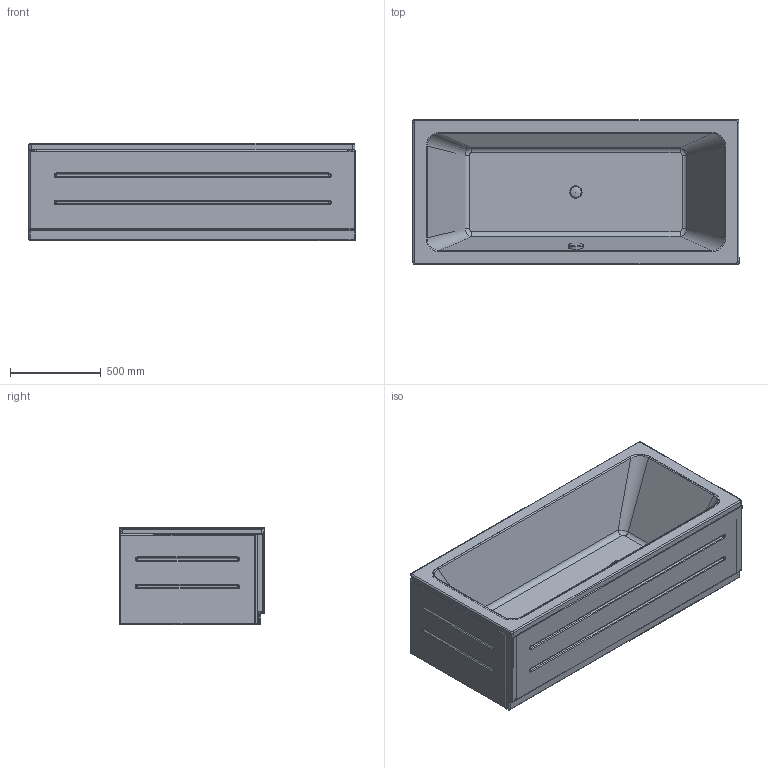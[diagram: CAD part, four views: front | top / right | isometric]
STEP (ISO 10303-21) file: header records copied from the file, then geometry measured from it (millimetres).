
FILE_DESCRIPTION((''),'2;1');
FILE_NAME('700101_1.stp','2010-12-11T19:41:23',('Andreas'),(''),'Autodesk Inventor 2009','Autodesk Inventor 2009','');
FILE_SCHEMA(('AUTOMOTIVE_DESIGN { 1 0 10303 214 1 1 1 1 }'));
Length unit declared in the file: millimetre
Products named in the file (9): 700101_1; Panel_800_Links; Panel_1800; Panel_800_Rechts; 700101; Kelch; Stopfen; Verschluss_Ueberlauf
Assembly tree (8 placements, depth 3):
  700101_1
    Panel_800_Links
    Panel_1800
    Panel_800_Rechts
    700101
      700101
      Kelch
      Stopfen
      Verschluss_Ueberlauf
Bounding box: 1801.77 x 800 x 536.98 mm (x, y, z)
Volume: 51618215.8 mm3; surface area: 9466203.5 mm2
Topology: 7 solids, 8 shells, 351 faces, 840 edges, 497 vertices
Faces by surface type: cylinder 128, plane 122, bspline 65, torus 23, sphere 9, cone 4
Full cylindrical faces by diameter (mm): 20 x1, 25 x1, 42 x1, 44 x1, 52 x2, 60 x1, 79 x1, 79.999 x1
Entity records: 17827 total; most frequent: CARTESIAN_POINT 9898, DIRECTION 1633, ORIENTED_EDGE 1556, EDGE_CURVE 778, AXIS2_PLACEMENT_3D 615, VERTEX_POINT 479, VECTOR 403, LINE 403
